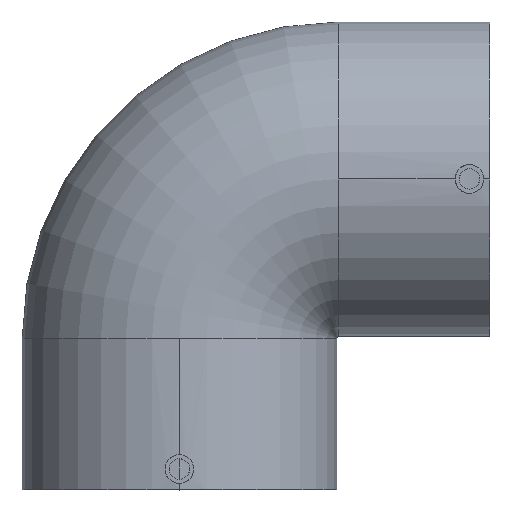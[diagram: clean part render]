
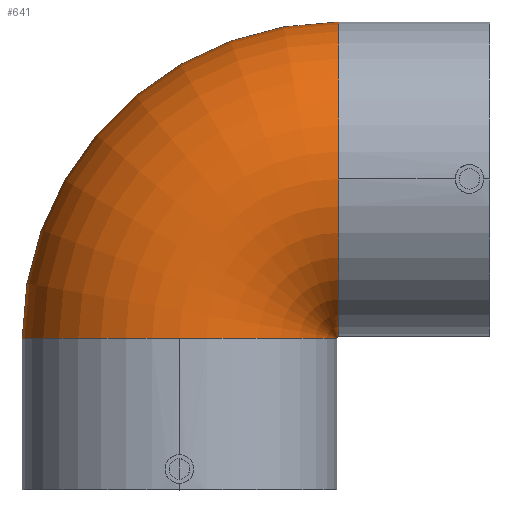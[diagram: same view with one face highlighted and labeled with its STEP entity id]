
A CAD part, top view. The second image highlights one B-rep face of the part: STEP entity #641.
In plain terms, the highlighted toroidal (fillet/blend) face has major radius 78 mm and minor radius 77 mm.
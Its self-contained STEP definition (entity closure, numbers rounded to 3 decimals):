
#26 = CARTESIAN_POINT ( 'NONE',  ( 78., 75., 0. ) ) ;
#31 = CARTESIAN_POINT ( 'NONE',  ( 0., 74., 77. ) ) ;
#32 = CARTESIAN_POINT ( 'NONE',  ( -77., 74., 0. ) ) ;
#41 = AXIS2_PLACEMENT_3D ( 'NONE', #784, #855, #683 ) ;
#71 = DIRECTION ( 'NONE',  ( 0., 0., 1. ) ) ;
#109 = ORIENTED_EDGE ( 'NONE', *, *, #123, .F. ) ;
#115 = DIRECTION ( 'NONE',  ( 1., 0., 0. ) ) ;
#123 = EDGE_CURVE ( 'NONE', #1088, #982, #275, .T. ) ;
#124 = CARTESIAN_POINT ( 'NONE',  ( 78., 152., 0. ) ) ;
#129 = DIRECTION ( 'NONE',  ( 0., 0., 1. ) ) ;
#155 = CIRCLE ( 'NONE', #874, 77. ) ;
#157 = CARTESIAN_POINT ( 'NONE',  ( 77., 74., 0. ) ) ;
#165 = EDGE_CURVE ( 'NONE', #1170, #1088, #219, .T. ) ;
#182 = VERTEX_POINT ( 'NONE', #32 ) ;
#216 = AXIS2_PLACEMENT_3D ( 'NONE', #844, #386, #394 ) ;
#219 = CIRCLE ( 'NONE', #538, 77. ) ;
#269 = AXIS2_PLACEMENT_3D ( 'NONE', #1099, #943, #757 ) ;
#270 = DIRECTION ( 'NONE',  ( 0., 1., 0. ) ) ;
#275 = CIRCLE ( 'NONE', #614, 77. ) ;
#349 = CIRCLE ( 'NONE', #432, 77. ) ;
#386 = DIRECTION ( 'NONE',  ( 0., 0., -1. ) ) ;
#394 = DIRECTION ( 'NONE',  ( -1., 0., 0. ) ) ;
#406 = ORIENTED_EDGE ( 'NONE', *, *, #601, .T. ) ;
#432 = AXIS2_PLACEMENT_3D ( 'NONE', #489, #270, #555 ) ;
#460 = ORIENTED_EDGE ( 'NONE', *, *, #165, .F. ) ;
#489 = CARTESIAN_POINT ( 'NONE',  ( 0., 74., 0. ) ) ;
#491 = TOROIDAL_SURFACE ( 'NONE', #269, 78., 77. ) ;
#538 = AXIS2_PLACEMENT_3D ( 'NONE', #124, #115, #129 ) ;
#541 = CARTESIAN_POINT ( 'NONE',  ( 0., 74., 0. ) ) ;
#553 = DIRECTION ( 'NONE',  ( 0., 0., 1. ) ) ;
#555 = DIRECTION ( 'NONE',  ( 0., 0., 1. ) ) ;
#601 = EDGE_CURVE ( 'NONE', #182, #980, #155, .T. ) ;
#614 = AXIS2_PLACEMENT_3D ( 'NONE', #645, #730, #553 ) ;
#634 = FACE_OUTER_BOUND ( 'NONE', #1012, .T. ) ;
#641 = ADVANCED_FACE ( 'NONE', ( #634 ), #491, .T. ) ;
#645 = CARTESIAN_POINT ( 'NONE',  ( 78., 152., 0. ) ) ;
#683 = DIRECTION ( 'NONE',  ( -1., 0., 0. ) ) ;
#697 = DIRECTION ( 'NONE',  ( 0., 1., 0. ) ) ;
#718 = VERTEX_POINT ( 'NONE', #157 ) ;
#730 = DIRECTION ( 'NONE',  ( 1., 0., 0. ) ) ;
#757 = DIRECTION ( 'NONE',  ( -1., 0., 0. ) ) ;
#758 = EDGE_CURVE ( 'NONE', #980, #718, #349, .T. ) ;
#771 = ORIENTED_EDGE ( 'NONE', *, *, #1145, .F. ) ;
#779 = CIRCLE ( 'NONE', #216, 155. ) ;
#784 = CARTESIAN_POINT ( 'NONE',  ( 78., 74., 0. ) ) ;
#822 = ORIENTED_EDGE ( 'NONE', *, *, #1077, .T. ) ;
#844 = CARTESIAN_POINT ( 'NONE',  ( 78., 74., 0. ) ) ;
#855 = DIRECTION ( 'NONE',  ( 0., 0., -1. ) ) ;
#874 = AXIS2_PLACEMENT_3D ( 'NONE', #541, #697, #71 ) ;
#943 = DIRECTION ( 'NONE',  ( 0., 0., -1. ) ) ;
#951 = CARTESIAN_POINT ( 'NONE',  ( 78., 229., 0. ) ) ;
#973 = CIRCLE ( 'NONE', #41, 1. ) ;
#980 = VERTEX_POINT ( 'NONE', #31 ) ;
#982 = VERTEX_POINT ( 'NONE', #26 ) ;
#1012 = EDGE_LOOP ( 'NONE', ( #771, #406, #1022, #822, #109, #460 ) ) ;
#1022 = ORIENTED_EDGE ( 'NONE', *, *, #758, .T. ) ;
#1051 = CARTESIAN_POINT ( 'NONE',  ( 78., 152., 77. ) ) ;
#1077 = EDGE_CURVE ( 'NONE', #718, #982, #973, .T. ) ;
#1088 = VERTEX_POINT ( 'NONE', #1051 ) ;
#1099 = CARTESIAN_POINT ( 'NONE',  ( 78., 74., 0. ) ) ;
#1145 = EDGE_CURVE ( 'NONE', #182, #1170, #779, .T. ) ;
#1170 = VERTEX_POINT ( 'NONE', #951 ) ;
